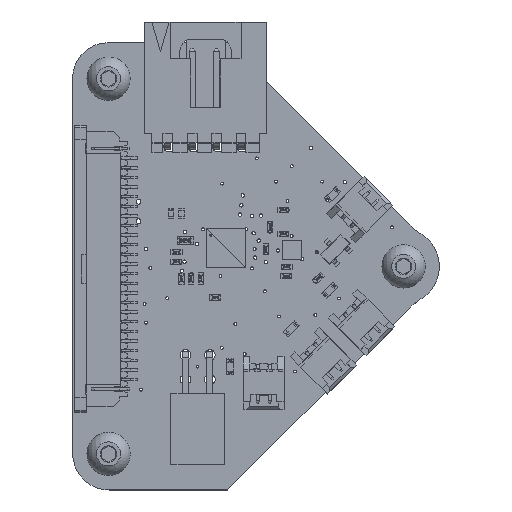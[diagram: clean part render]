
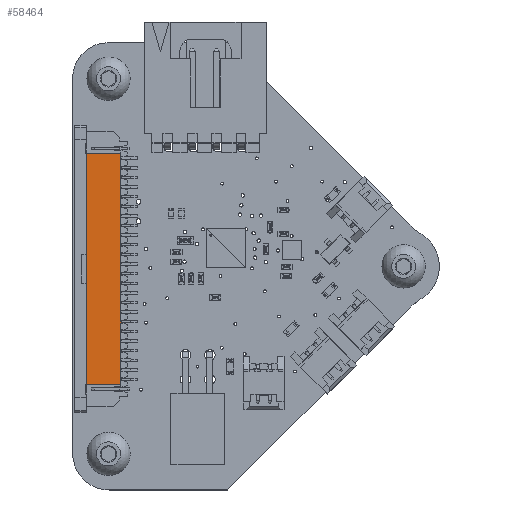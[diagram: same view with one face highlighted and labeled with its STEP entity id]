
A CAD part, top view. The second image highlights one B-rep face of the part: STEP entity #58464.
In plain terms, the highlighted planar face has unit normal (0, 0, 1).
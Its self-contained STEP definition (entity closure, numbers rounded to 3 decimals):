
#1343=PLANE('',#62098);
#4288=FACE_OUTER_BOUND('',#7698,.T.);
#7698=EDGE_LOOP('',(#41267,#41268,#41269,#41270));
#11019=LINE('',#81345,#18796);
#11020=LINE('',#81347,#18797);
#11021=LINE('',#81349,#18798);
#11022=LINE('',#81350,#18799);
#18796=VECTOR('',#66234,3.6);
#18797=VECTOR('',#66235,24.);
#18798=VECTOR('',#66236,3.6);
#18799=VECTOR('',#66237,24.);
#27152=VERTEX_POINT('',#81343);
#27153=VERTEX_POINT('',#81344);
#27154=VERTEX_POINT('',#81346);
#27155=VERTEX_POINT('',#81348);
#32513=EDGE_CURVE('',#27152,#27153,#11019,.T.);
#32514=EDGE_CURVE('',#27154,#27153,#11020,.T.);
#32515=EDGE_CURVE('',#27155,#27154,#11021,.T.);
#32516=EDGE_CURVE('',#27152,#27155,#11022,.T.);
#41267=ORIENTED_EDGE('',*,*,#32513,.T.);
#41268=ORIENTED_EDGE('',*,*,#32514,.F.);
#41269=ORIENTED_EDGE('',*,*,#32515,.F.);
#41270=ORIENTED_EDGE('',*,*,#32516,.F.);
#58464=ADVANCED_FACE('',(#4288),#1343,.F.);
#62098=AXIS2_PLACEMENT_3D('',#81342,#66232,#66233);
#66232=DIRECTION('center_axis',(0.,0.,
-1.));
#66233=DIRECTION('ref_axis',(1.,0.,0.));
#66234=DIRECTION('',(0.,1.,0.));
#66235=DIRECTION('',(1.,0.,0.));
#66236=DIRECTION('',(0.,1.,0.));
#66237=DIRECTION('',(-1.,0.,0.));
#81342=CARTESIAN_POINT('Origin',(-14.3,8.399,2.7));
#81343=CARTESIAN_POINT('',(12.,3.599,2.7));
#81344=CARTESIAN_POINT('',(12.,7.199,2.7));
#81345=CARTESIAN_POINT('',(12.,3.599,2.7));
#81346=CARTESIAN_POINT('',(-12.,7.199,2.7));
#81347=CARTESIAN_POINT('',(-12.,7.199,2.7));
#81348=CARTESIAN_POINT('',(-12.,3.599,2.7));
#81349=CARTESIAN_POINT('',(-12.,3.599,2.7));
#81350=CARTESIAN_POINT('',(12.,3.599,2.7));
